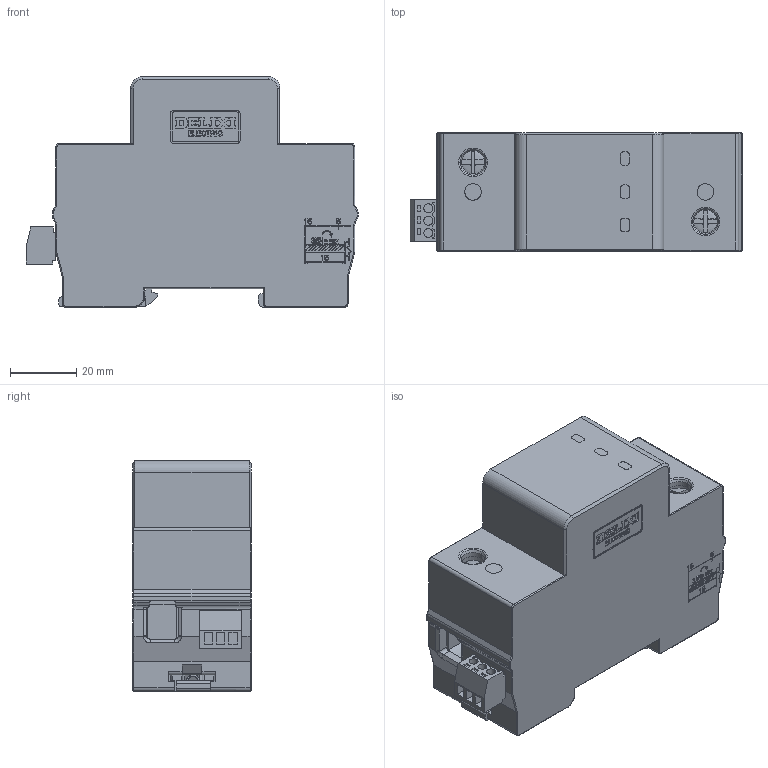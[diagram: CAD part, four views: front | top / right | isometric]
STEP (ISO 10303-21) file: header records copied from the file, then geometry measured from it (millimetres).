
FILE_DESCRIPTION((''),'2;1');
FILE_NAME('1P_YX_ASM_SW0003','2025-06-18T',('weiren.liu'),(''),'PRO/ENGINEER BY PARAMETRIC TECHNOLOGY CORPORATION, 2017170','PRO/ENGINEER BY PARAMETRIC TECHNOLOGY CORPORATION, 2017170','');
FILE_SCHEMA(('CONFIG_CONTROL_DESIGN'));
Products named in the file (1): 1P_YX_ASM_SW0003
Bounding box: 100 x 35.6 x 69.4 mm (x, y, z)
Volume: 59172.6 mm3; surface area: 62003.7 mm2
Topology: 1 solids, 1 shells, 2741 faces, 7782 edges, 5140 vertices
Faces by surface type: plane 2317, cylinder 307, torus 50, cone 37, bspline 22, sphere 8
Entity records: 95532 total; most frequent: CARTESIAN_POINT 23847, ORIENTED_EDGE 15560, DIRECTION 13779, EDGE_CURVE 7780, VECTOR 6713, LINE 6713, VERTEX_POINT 5140, AXIS2_PLACEMENT_3D 3533
